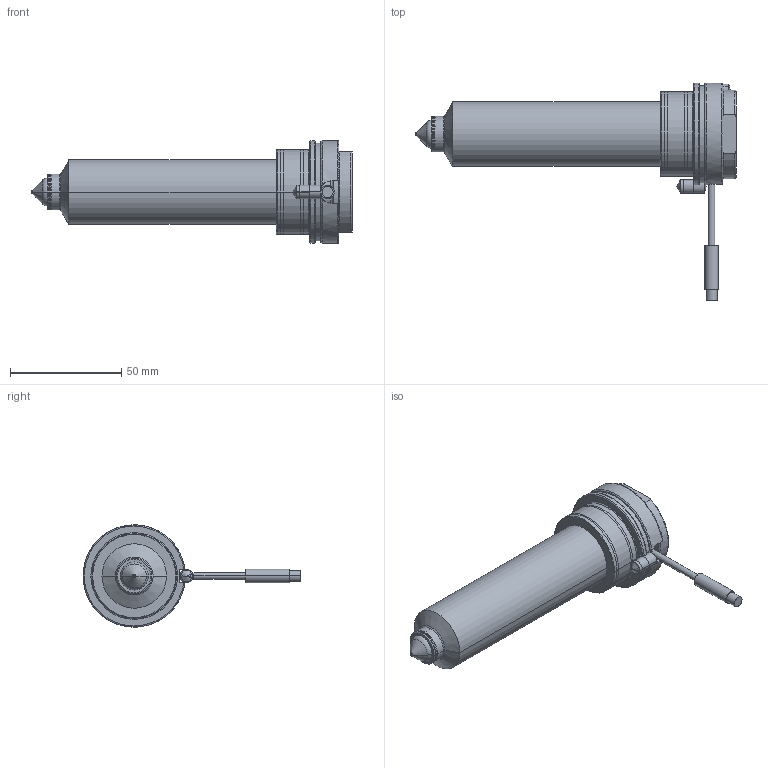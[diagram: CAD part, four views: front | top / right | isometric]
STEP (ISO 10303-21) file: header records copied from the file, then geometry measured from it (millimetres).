
FILE_DESCRIPTION (( 'STEP AP214' ), '1' );
FILE_NAME ('29x125 - dysza - 29125-00.STEP', '2017-05-29T08:38:50', ( '' ), ( '' ), 'SwSTEP 2.0', 'SolidWorks 2016', '' );
FILE_SCHEMA (( 'AUTOMOTIVE_DESIGN' ));
Length unit declared in the file: millimetre
Products named in the file (3): 29x125 - korpus - 29125-02; 29x125 - komora 29x125_Komora Standard; 29x125 - dysza - 29125-00
Assembly tree (2 placements, depth 2):
  29x125 - dysza - 29125-00
    29x125 - korpus - 29125-02
    29x125 - komora 29x125_Komora Standard
Bounding box: 144 x 98 x 45.99 mm (x, y, z)
Volume: 146317.5 mm3; surface area: 42848.3 mm2
Topology: 5 solids, 9 shells, 302 faces, 756 edges, 470 vertices
Faces by surface type: cylinder 104, torus 69, cone 57, plane 49, bspline 13, sphere 10
Entity records: 15165 total; most frequent: CARTESIAN_POINT 7944, DIRECTION 1505, ORIENTED_EDGE 1500, EDGE_CURVE 750, AXIS2_PLACEMENT_3D 648, VERTEX_POINT 470, CIRCLE 354, EDGE_LOOP 324
